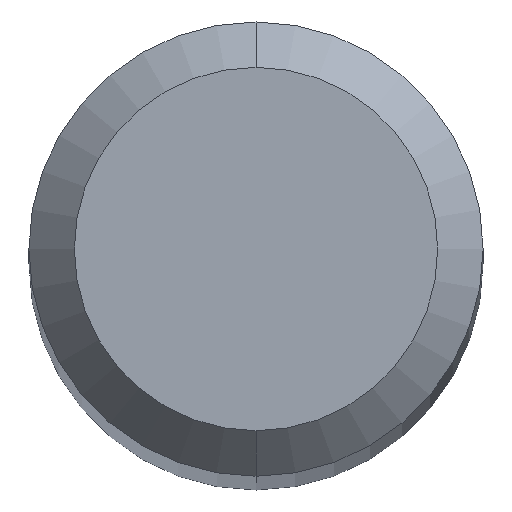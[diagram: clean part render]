
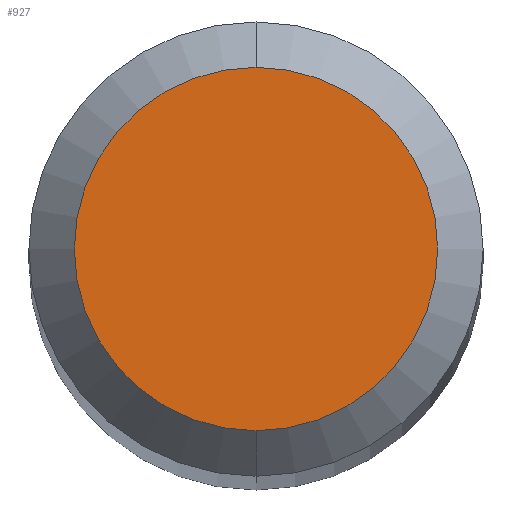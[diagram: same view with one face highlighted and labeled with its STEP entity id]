
A CAD part, top view. The second image highlights one B-rep face of the part: STEP entity #927.
In plain terms, the highlighted planar face has unit normal (0, 0, 1).
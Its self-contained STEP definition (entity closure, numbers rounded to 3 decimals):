
#539=VERTEX_POINT('',#1195);
#655=EDGE_CURVE('',#715,#539,#1319,.T.);
#715=VERTEX_POINT('',#1385);
#821=EDGE_CURVE('',#539,#715,#1502,.T.);
#927=ADVANCED_FACE('',(#1617),#1618,.T.);
#1195=CARTESIAN_POINT('',(0.,-1.2,0.0));
#1319=CIRCLE('',#5085,1.2);
#1385=CARTESIAN_POINT('',(0.0,1.2,0.0));
#1502=CIRCLE('',#5996,1.2);
#1617=FACE_OUTER_BOUND('',#7086,.T.);
#1618=PLANE('',#7087);
#5085=AXIS2_PLACEMENT_3D('',#7604,#7605,#7606);
#5996=AXIS2_PLACEMENT_3D('',#7819,#7820,#7821);
#7086=EDGE_LOOP('',(#7933,#7934));
#7087=AXIS2_PLACEMENT_3D('',#7935,#7936,#7937);
#7604=CARTESIAN_POINT('',(0.0,0.0,0.0));
#7605=DIRECTION('',(0.0,0.0,-1.0));
#7606=DIRECTION('',(0.0,1.0,0.0));
#7819=CARTESIAN_POINT('',(0.0,0.0,0.0));
#7820=DIRECTION('',(0.0,0.0,-1.0));
#7821=DIRECTION('',(0.0,1.0,0.0));
#7933=ORIENTED_EDGE('',*,*,#655,.F.);
#7934=ORIENTED_EDGE('',*,*,#821,.F.);
#7935=CARTESIAN_POINT('',(0.0,0.6,0.0));
#7936=DIRECTION('',(-0.0,0.0,1.0));
#7937=DIRECTION('',(0.0,-1.0,0.0));
